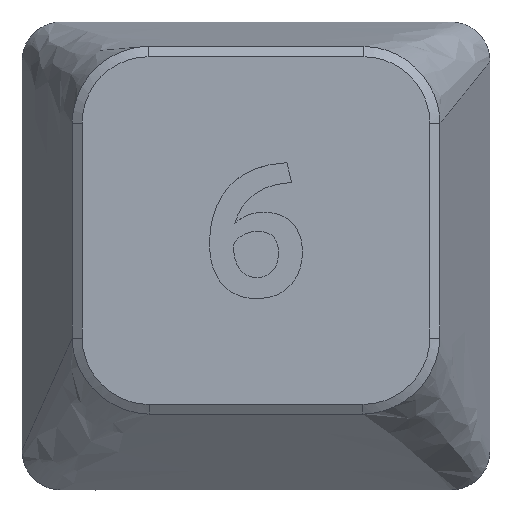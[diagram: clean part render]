
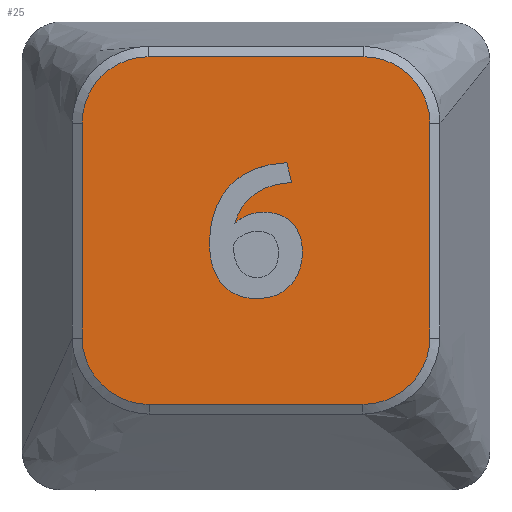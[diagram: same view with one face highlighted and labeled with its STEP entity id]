
A CAD part, top view. The second image highlights one B-rep face of the part: STEP entity #25.
In plain terms, the highlighted planar face has unit normal (0, 0, 1).
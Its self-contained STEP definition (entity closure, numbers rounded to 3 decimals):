
#17=FACE_BOUND('',#154,.T.);
#25=ADVANCED_FACE('',(#88,#17),#976,.T.);
#88=FACE_OUTER_BOUND('',#153,.T.);
#153=EDGE_LOOP('',(#250,#251,#252,#253,#254,#255,#256,#257));
#154=EDGE_LOOP('',(#258,#259,#260,#261,#262));
#250=ORIENTED_EDGE('',*,*,#542,.T.);
#251=ORIENTED_EDGE('',*,*,#562,.T.);
#252=ORIENTED_EDGE('',*,*,#560,.T.);
#253=ORIENTED_EDGE('',*,*,#558,.T.);
#254=ORIENTED_EDGE('',*,*,#556,.T.);
#255=ORIENTED_EDGE('',*,*,#539,.T.);
#256=ORIENTED_EDGE('',*,*,#553,.T.);
#257=ORIENTED_EDGE('',*,*,#551,.T.);
#258=ORIENTED_EDGE('',*,*,#643,.F.);
#259=ORIENTED_EDGE('',*,*,#642,.F.);
#260=ORIENTED_EDGE('',*,*,#641,.F.);
#261=ORIENTED_EDGE('',*,*,#640,.F.);
#262=ORIENTED_EDGE('',*,*,#639,.F.);
#539=EDGE_CURVE('',#855,#854,#722,.T.);
#542=EDGE_CURVE('',#845,#859,#725,.T.);
#551=EDGE_CURVE('',#853,#845,#734,.T.);
#553=EDGE_CURVE('',#854,#853,#736,.T.);
#556=EDGE_CURVE('',#856,#855,#739,.T.);
#558=EDGE_CURVE('',#857,#856,#741,.T.);
#560=EDGE_CURVE('',#858,#857,#743,.T.);
#562=EDGE_CURVE('',#859,#858,#745,.T.);
#639=EDGE_CURVE('',#903,#904,#808,.T.);
#640=EDGE_CURVE('',#904,#905,#809,.T.);
#641=EDGE_CURVE('',#905,#906,#810,.T.);
#642=EDGE_CURVE('',#906,#907,#811,.T.);
#643=EDGE_CURVE('',#907,#903,#812,.T.);
#722=B_SPLINE_CURVE_WITH_KNOTS('',3,(#1548,#1549,#1550,#1551),
 .UNSPECIFIED.,.F.,.F.,(4,4),(-20.393,-12.086),
 .UNSPECIFIED.);
#725=B_SPLINE_CURVE_WITH_KNOTS('',3,(#1558,#1559,#1560,#1561,#1562),
 .UNSPECIFIED.,.F.,.F.,(4,1,4),(-48.917,-46.906,-44.896),
 .UNSPECIFIED.);
#734=B_SPLINE_CURVE_WITH_KNOTS('',3,(#1597,#1598,#1599,#1600),
 .UNSPECIFIED.,.F.,.F.,(4,4),(-8.095,0.17),
 .UNSPECIFIED.);
#736=B_SPLINE_CURVE_WITH_KNOTS('',3,(#1603,#1604,#1605,#1606,#1607),
 .UNSPECIFIED.,.F.,.F.,(4,1,4),(-12.086,-10.092,-8.095),
 .UNSPECIFIED.);
#739=B_SPLINE_CURVE_WITH_KNOTS('',3,(#1612,#1613,#1614,#1615,#1616),
 .UNSPECIFIED.,.F.,.F.,(4,1,4),(-24.384,-22.386,-20.393),
 .UNSPECIFIED.);
#741=B_SPLINE_CURVE_WITH_KNOTS('',3,(#1619,#1620,#1621,#1622),
 .UNSPECIFIED.,.F.,.F.,(4,4),(-32.649,-24.384),
 .UNSPECIFIED.);
#743=B_SPLINE_CURVE_WITH_KNOTS('',3,(#1625,#1626,#1627,#1628,#1629),
 .UNSPECIFIED.,.F.,.F.,(4,1,4),(-36.669,-34.66,-32.649),
 .UNSPECIFIED.);
#745=B_SPLINE_CURVE_WITH_KNOTS('',3,(#1632,#1633,#1634,#1635),
 .UNSPECIFIED.,.F.,.F.,(4,4),(-44.896,-36.669),
 .UNSPECIFIED.);
#808=B_SPLINE_CURVE_WITH_KNOTS('',1,(#1917,#1918),.UNSPECIFIED.,.F.,.F.,
(2,2),(-11.,-10.),.UNSPECIFIED.);
#809=B_SPLINE_CURVE_WITH_KNOTS('',3,(#1919,#1920,#1921,#1922),
 .UNSPECIFIED.,.F.,.F.,(4,4),(-10.,-9.),.UNSPECIFIED.);
#810=B_SPLINE_CURVE_WITH_KNOTS('',3,(#1923,#1924,#1925,#1926),
 .UNSPECIFIED.,.F.,.F.,(4,4),(-9.,-8.),.UNSPECIFIED.);
#811=B_SPLINE_CURVE_WITH_KNOTS('',1,(#1927,#1928),.UNSPECIFIED.,.F.,.F.,
(2,2),(-8.,-7.),.UNSPECIFIED.);
#812=B_SPLINE_CURVE_WITH_KNOTS('',3,(#1929,#1930,#1931,#1932,#1933,#1934,
#1935,#1936,#1937,#1938,#1939,#1940,#1941),.UNSPECIFIED.,.F.,.F.,(4,3,3,
3,4),(-7.,-6.,-5.,-4.,-3.),.UNSPECIFIED.);
#845=VERTEX_POINT('',#1402);
#853=VERTEX_POINT('',#1410);
#854=VERTEX_POINT('',#1411);
#855=VERTEX_POINT('',#1412);
#856=VERTEX_POINT('',#1413);
#857=VERTEX_POINT('',#1414);
#858=VERTEX_POINT('',#1415);
#859=VERTEX_POINT('',#1416);
#903=VERTEX_POINT('',#1460);
#904=VERTEX_POINT('',#1461);
#905=VERTEX_POINT('',#1462);
#906=VERTEX_POINT('',#1463);
#907=VERTEX_POINT('',#1464);
#976=PLANE('',#1040);
#1040=AXIS2_PLACEMENT_3D('',#1352,#1087,$);
#1087=DIRECTION('',(0.,0.,1.));
#1352=CARTESIAN_POINT('',(35.86,8.14,14.));
#1402=CARTESIAN_POINT('',(36.312,-3.17,14.));
#1410=CARTESIAN_POINT('',(36.312,5.095,14.));
#1411=CARTESIAN_POINT('',(38.847,7.647,14.));
#1412=CARTESIAN_POINT('',(47.153,7.647,14.));
#1413=CARTESIAN_POINT('',(49.688,5.095,14.));
#1414=CARTESIAN_POINT('',(49.688,-3.17,14.));
#1415=CARTESIAN_POINT('',(47.114,-5.723,14.));
#1416=CARTESIAN_POINT('',(38.886,-5.723,14.));
#1460=CARTESIAN_POINT('',(43.267,1.675,14.));
#1461=CARTESIAN_POINT('',(43.26,1.675,14.));
#1462=CARTESIAN_POINT('',(42.186,1.226,14.));
#1463=CARTESIAN_POINT('',(44.367,2.808,14.));
#1464=CARTESIAN_POINT('',(44.185,3.576,14.));
#1548=CARTESIAN_POINT('',(47.153,7.647,14.));
#1549=CARTESIAN_POINT('',(44.384,7.647,14.));
#1550=CARTESIAN_POINT('',(41.616,7.647,14.));
#1551=CARTESIAN_POINT('',(38.847,7.647,14.));
#1558=CARTESIAN_POINT('',(36.312,-3.17,14.));
#1559=CARTESIAN_POINT('',(36.309,-3.843,14.));
#1560=CARTESIAN_POINT('',(36.888,-5.165,14.));
#1561=CARTESIAN_POINT('',(38.215,-5.726,14.));
#1562=CARTESIAN_POINT('',(38.886,-5.723,14.));
#1597=CARTESIAN_POINT('',(36.312,5.095,14.));
#1598=CARTESIAN_POINT('',(36.312,2.34,14.));
#1599=CARTESIAN_POINT('',(36.312,-0.415,14.));
#1600=CARTESIAN_POINT('',(36.312,-3.17,14.));
#1603=CARTESIAN_POINT('',(38.847,7.647,14.));
#1604=CARTESIAN_POINT('',(38.18,7.651,14.));
#1605=CARTESIAN_POINT('',(36.864,7.082,14.));
#1606=CARTESIAN_POINT('',(36.309,5.762,14.));
#1607=CARTESIAN_POINT('',(36.312,5.095,14.));
#1612=CARTESIAN_POINT('',(49.688,5.095,14.));
#1613=CARTESIAN_POINT('',(49.691,5.762,14.));
#1614=CARTESIAN_POINT('',(49.136,7.082,14.));
#1615=CARTESIAN_POINT('',(47.82,7.651,14.));
#1616=CARTESIAN_POINT('',(47.153,7.647,14.));
#1619=CARTESIAN_POINT('',(49.688,-3.17,14.));
#1620=CARTESIAN_POINT('',(49.688,-0.415,14.));
#1621=CARTESIAN_POINT('',(49.688,2.34,14.));
#1622=CARTESIAN_POINT('',(49.688,5.095,14.));
#1625=CARTESIAN_POINT('',(47.114,-5.723,14.));
#1626=CARTESIAN_POINT('',(47.785,-5.726,14.));
#1627=CARTESIAN_POINT('',(49.112,-5.165,14.));
#1628=CARTESIAN_POINT('',(49.691,-3.843,14.));
#1629=CARTESIAN_POINT('',(49.688,-3.17,14.));
#1632=CARTESIAN_POINT('',(38.886,-5.723,14.));
#1633=CARTESIAN_POINT('',(41.629,-5.723,14.));
#1634=CARTESIAN_POINT('',(44.371,-5.723,14.));
#1635=CARTESIAN_POINT('',(47.114,-5.723,14.));
#1917=CARTESIAN_POINT('',(43.267,1.675,14.));
#1918=CARTESIAN_POINT('',(43.26,1.675,14.));
#1919=CARTESIAN_POINT('',(43.26,1.675,14.));
#1920=CARTESIAN_POINT('',(42.837,1.675,14.));
#1921=CARTESIAN_POINT('',(42.382,1.454,14.));
#1922=CARTESIAN_POINT('',(42.186,1.226,14.));
#1923=CARTESIAN_POINT('',(42.186,1.226,14.));
#1924=CARTESIAN_POINT('',(42.408,2.098,14.));
#1925=CARTESIAN_POINT('',(43.137,2.762,14.));
#1926=CARTESIAN_POINT('',(44.367,2.808,14.));
#1927=CARTESIAN_POINT('',(44.367,2.808,14.));
#1928=CARTESIAN_POINT('',(44.185,3.576,14.));
#1929=CARTESIAN_POINT('',(44.185,3.576,14.));
#1930=CARTESIAN_POINT('',(42.329,3.491,14.));
#1931=CARTESIAN_POINT('',(41.216,2.378,14.));
#1932=CARTESIAN_POINT('',(41.216,0.451,14.));
#1933=CARTESIAN_POINT('',(41.216,-1.027,14.));
#1934=CARTESIAN_POINT('',(42.043,-1.652,14.));
#1935=CARTESIAN_POINT('',(43.013,-1.652,14.));
#1936=CARTESIAN_POINT('',(44.315,-1.652,14.));
#1937=CARTESIAN_POINT('',(44.784,-0.727,14.));
#1938=CARTESIAN_POINT('',(44.784,0.158,14.));
#1939=CARTESIAN_POINT('',(44.784,0.985,14.));
#1940=CARTESIAN_POINT('',(44.328,1.675,14.));
#1941=CARTESIAN_POINT('',(43.267,1.675,14.));
